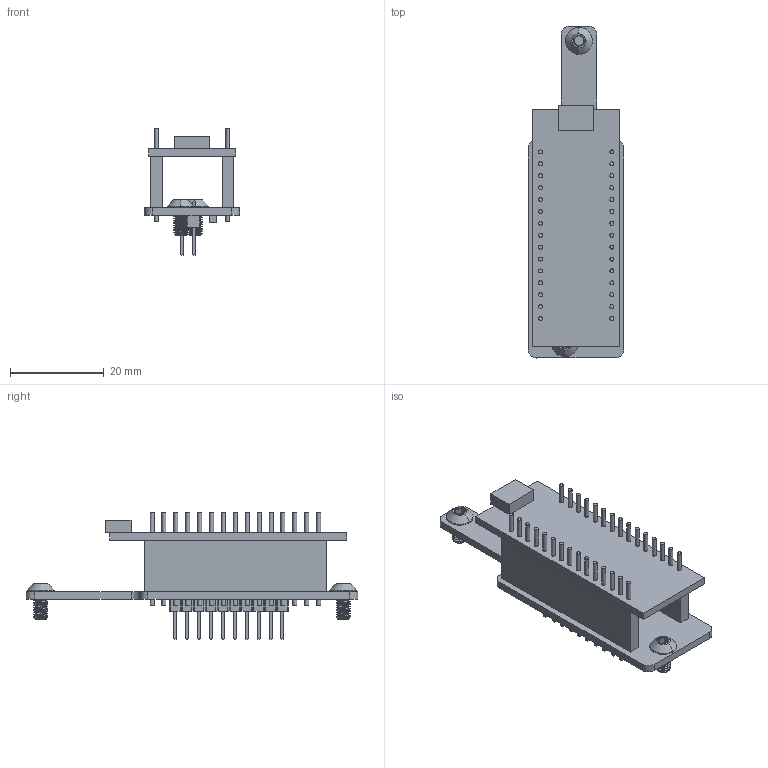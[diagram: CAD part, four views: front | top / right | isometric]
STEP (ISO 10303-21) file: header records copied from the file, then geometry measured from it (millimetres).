
FILE_DESCRIPTION(('KiCad electronic assembly'),'2;1');
FILE_NAME('nucleo_interposer.step','2022-02-23T01:52:01',('Pcbnew'),( 'Kicad'),'Open CASCADE STEP processor 7.5','KiCad to STEP converter' ,'Unknown');
FILE_SCHEMA(('AUTOMOTIVE_DESIGN { 1 0 10303 214 1 1 1 1 }'));
Length unit declared in the file: millimetre
Products named in the file (10): nucleo_interposer 1; 91239A111_M3_6; SOLID; NUCLEO-F303K8-HEADER v1; PinHeader_2x10_P2.54mm_Vertical; C_1206_3216Metric; nucleo_interposer PCB
Assembly tree (10 placements, depth 3):
  nucleo_interposer 1
    91239A111_M3_6  x2
      SOLID
    NUCLEO-F303K8-HEADER v1
      SOLID
    PinHeader_2x10_P2.54mm_Vertical
      SOLID
    C_1206_3216Metric
      SOLID
    nucleo_interposer PCB
Bounding box: 20.32 x 70.87 x 27.09 mm (x, y, z)
Volume: 6027.2 mm3; surface area: 8503 mm2
Topology: 6 solids, 6 shells, 774 faces, 1770 edges, 1116 vertices
Faces by surface type: bspline 704, cylinder 60, plane 10
Full cylindrical faces by diameter (mm): 1 x50, 3.2 x2
Entity records: 46687 total; most frequent: CARTESIAN_POINT 19967, B_SPLINE_CURVE_WITH_KNOTS 3905, ORIENTED_EDGE 3264, PCURVE 3264, DEFINITIONAL_REPRESENTATION 3264, EDGE_CURVE 1632, SURFACE_CURVE 1520, VERTEX_POINT 1029
